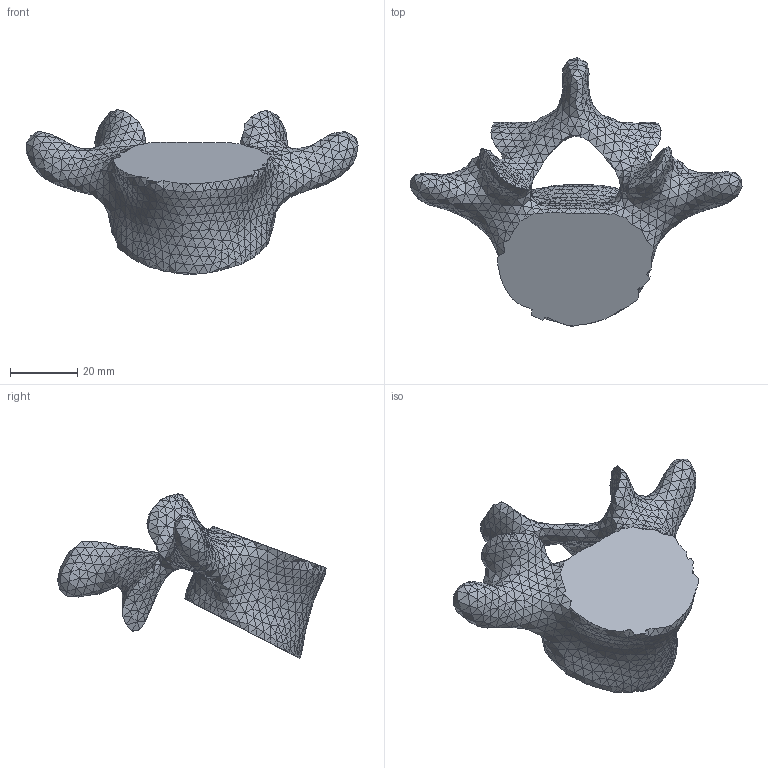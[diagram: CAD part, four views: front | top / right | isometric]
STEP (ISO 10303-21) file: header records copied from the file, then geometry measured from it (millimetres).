
FILE_DESCRIPTION(/* description */ (''),/* implementation_level */ '2;1');
FILE_NAME(/* name */ 'L5.step',/* time_stamp */ '2024-06-05T10:11:50-04:00',/* author */ (''),/* organization */ (''),/* preprocessor_version */ 'ST-DEVELOPER v20',/* originating_system */ 'Autodesk Translation Framework v13.14.0.145',/* authorisation */ '');
FILE_SCHEMA (('AUTOMOTIVE_DESIGN { 1 0 10303 214 3 1 1 }'));
Length unit declared in the file: millimetre
Products named in the file (1): L5
Bounding box: 98.76 x 79.95 x 49.04 mm (x, y, z)
Volume: 50702.3 mm3; surface area: 12367.8 mm2
Topology: 1 solids, 1 shells, 2746 faces, 4274 edges, 1528 vertices
Faces by surface type: plane 2746
Entity records: 54983 total; most frequent: DIRECTION 9768, CARTESIAN_POINT 8549, ORIENTED_EDGE 8548, LINE 4274, VECTOR 4274, EDGE_CURVE 4274, AXIS2_PLACEMENT_3D 2747, FACE_OUTER_BOUND 2746
